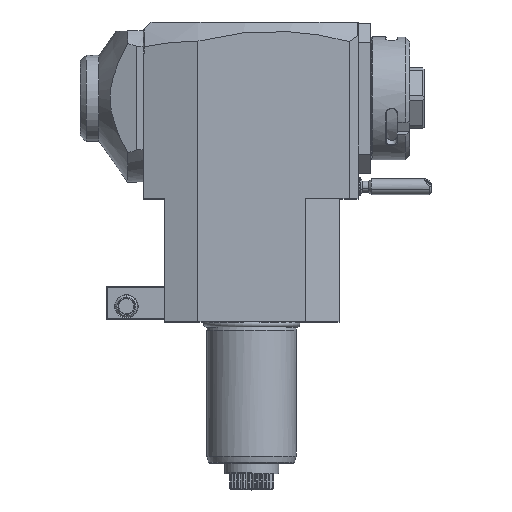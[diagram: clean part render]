
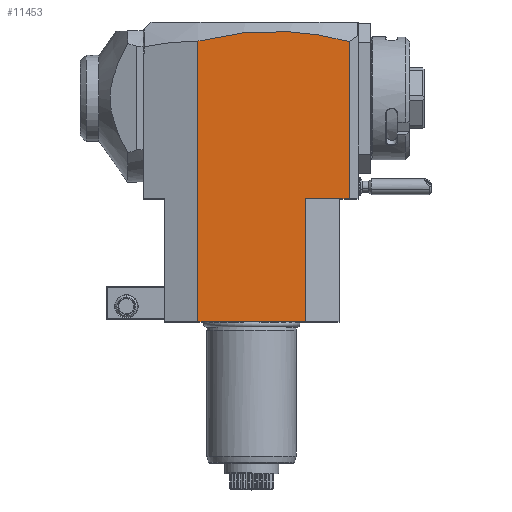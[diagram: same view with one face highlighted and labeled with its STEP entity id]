
A CAD part, top view. The second image highlights one B-rep face of the part: STEP entity #11453.
In plain terms, the highlighted planar face has unit normal (0, 0, 1).
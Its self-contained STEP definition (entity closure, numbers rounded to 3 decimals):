
#13=DIRECTION('',(-1.,0.,0.));
#14=VECTOR('',#13,48.);
#15=CARTESIAN_POINT('',(24.,0.,37.5));
#16=LINE('',#15,#14);
#93=DIRECTION('',(0.,-1.,0.));
#94=VECTOR('',#93,70.258);
#95=CARTESIAN_POINT('',(43.5,125.258,37.5));
#96=LINE('',#95,#94);
#97=DIRECTION('',(-1.,0.,0.));
#98=VECTOR('',#97,19.5);
#99=CARTESIAN_POINT('',(43.5,55.,37.5));
#100=LINE('',#99,#98);
#101=CARTESIAN_POINT('',(-24.,125.435,37.5));
#102=CARTESIAN_POINT('',(-18.371,126.939,37.5));
#103=CARTESIAN_POINT('',(-7.115,129.162,37.5));
#104=CARTESIAN_POINT('',(9.762,130.233,37.5));
#105=CARTESIAN_POINT('',(26.635,129.072,37.5));
#106=CARTESIAN_POINT('',(37.879,126.791,37.5));
#107=CARTESIAN_POINT('',(43.5,125.258,37.5));
#2317=DIRECTION('',(0.,-1.,0.));
#2318=VECTOR('',#2317,125.435);
#2319=CARTESIAN_POINT('',(-24.,125.435,37.5));
#2320=LINE('',#2319,#2318);
#5102=DIRECTION('',(0.,1.,0.));
#5103=VECTOR('',#5102,55.);
#5104=CARTESIAN_POINT('',(24.,0.,37.5));
#5105=LINE('',#5104,#5103);
#10578=VERTEX_POINT('',#101);
#10579=VERTEX_POINT('',#107);
#10903=CARTESIAN_POINT('',(43.5,55.,37.5));
#10904=VERTEX_POINT('',#10903);
#10944=CARTESIAN_POINT('',(24.,0.,37.5));
#10945=VERTEX_POINT('',#10944);
#10946=CARTESIAN_POINT('',(-24.,0.,37.5));
#10947=VERTEX_POINT('',#10946);
#11332=CARTESIAN_POINT('',(24.,55.,37.5));
#11333=VERTEX_POINT('',#11332);
#11436=CARTESIAN_POINT('',(-39.202,55.,37.5));
#11437=DIRECTION('',(0.,0.,1.));
#11438=DIRECTION('',(1.,0.,0.));
#11439=AXIS2_PLACEMENT_3D('',#11436,#11437,#11438);
#11440=PLANE('',#11439);
#11442=ORIENTED_EDGE('',*,*,#11441,.T.);
#11443=ORIENTED_EDGE('',*,*,#11418,.T.);
#11445=ORIENTED_EDGE('',*,*,#11444,.F.);
#11446=ORIENTED_EDGE('',*,*,#11347,.T.);
#11448=ORIENTED_EDGE('',*,*,#11447,.F.);
#11450=ORIENTED_EDGE('',*,*,#11449,.T.);
#11451=EDGE_LOOP('',(#11442,#11443,#11445,#11446,#11448,#11450));
#11452=FACE_OUTER_BOUND('',#11451,.F.);
#108=B_SPLINE_CURVE_WITH_KNOTS('',3,(#101,#102,#103,#104,#105,#106,#107),
.UNSPECIFIED.,.F.,.F.,(4,1,1,1,4),(0.,0.25,0.5,0.75,1.),
.UNSPECIFIED.);
#11347=EDGE_CURVE('',#10945,#10947,#16,.T.);
#11418=EDGE_CURVE('',#10904,#11333,#100,.T.);
#11441=EDGE_CURVE('',#10579,#10904,#96,.T.);
#11444=EDGE_CURVE('',#10945,#11333,#5105,.T.);
#11447=EDGE_CURVE('',#10578,#10947,#2320,.T.);
#11449=EDGE_CURVE('',#10578,#10579,#108,.T.);
#11453=ADVANCED_FACE('',(#11452),#11440,.T.);
